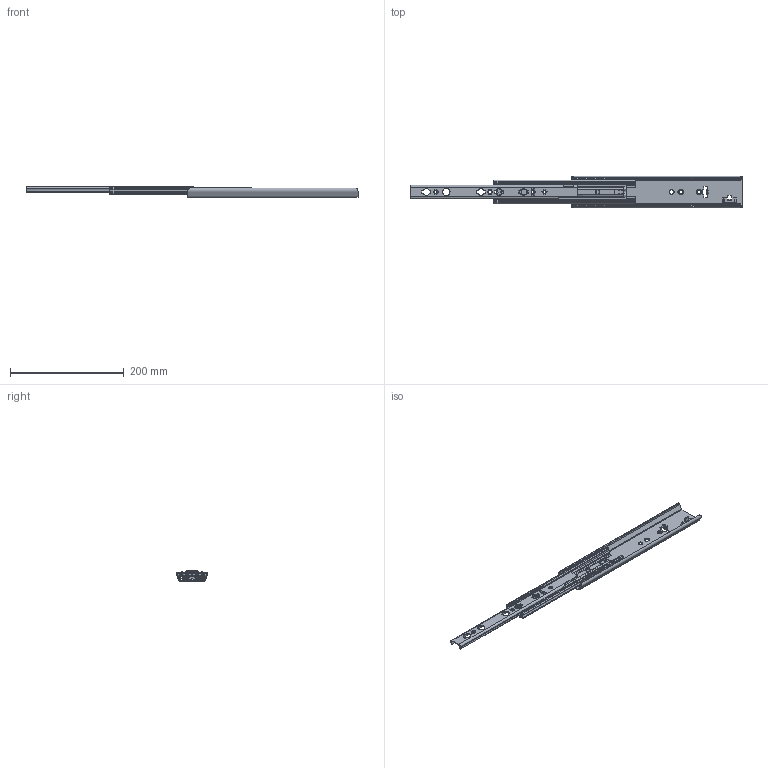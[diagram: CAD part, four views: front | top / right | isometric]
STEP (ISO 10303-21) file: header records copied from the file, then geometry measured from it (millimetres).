
FILE_DESCRIPTION(/* description */ ('ULFHD-F- 300/285mm (18.5) Zinc-Magnesium'),/* implementation_level */ '2;1');
FILE_NAME(/* name */ 'M12-AB3_00_open.stp',/* time_stamp */ '2025-09-08T13:50:39+02:00',/* author */ ('l.hoffmann'),/* organization */ (''),/* preprocessor_version */ 'ST-DEVELOPER v20',/* originating_system */ 'Autodesk Inventor 2022',/* authorisation */ '');
FILE_SCHEMA (('AUTOMOTIVE_DESIGN { 1 0 10303 214 3 1 1 }'));
Length unit declared in the file: millimetre
Products named in the file (14): M12-M22; 511-M12-M22-HMB; 511-M12-M22-HMB_1; E000174567; E000174564; E000174563; 512-M12-M22-UM2; 512-M12-M22-UM2_1; E000174576; E000174554; E000174574; E000174573; 514-M12-M22-MB3; 514-M12-M22-MB3_1
Assembly tree (25 placements, depth 3):
  M12-M22
    511-M12-M22-HMB
      511-M12-M22-HMB_1
    E000174567
      E000174554
      E000174564
      E000174563  x7
    512-M12-M22-UM2
      512-M12-M22-UM2_1
    E000174576
      E000174554
      E000174574
      E000174573  x6
    514-M12-M22-MB3
      514-M12-M22-MB3_1
Bounding box: 585 x 55.79 x 18.55 mm (x, y, z)
Volume: 97386.6 mm3; surface area: 128771.5 mm2
Topology: 31 solids, 31 shells, 1135 faces, 3379 edges, 2241 vertices
Faces by surface type: plane 552, cylinder 515, cone 42, sphere 26
Full cylindrical faces by diameter (mm): 5.56 x12, 6.35 x14, 8 x2, 11 x2, 13 x1
Entity records: 39952 total; most frequent: CARTESIAN_POINT 8512, ORIENTED_EDGE 6610, DIRECTION 6529, EDGE_CURVE 3305, AXIS2_PLACEMENT_3D 2269, VERTEX_POINT 2197, LINE 1991, VECTOR 1991
